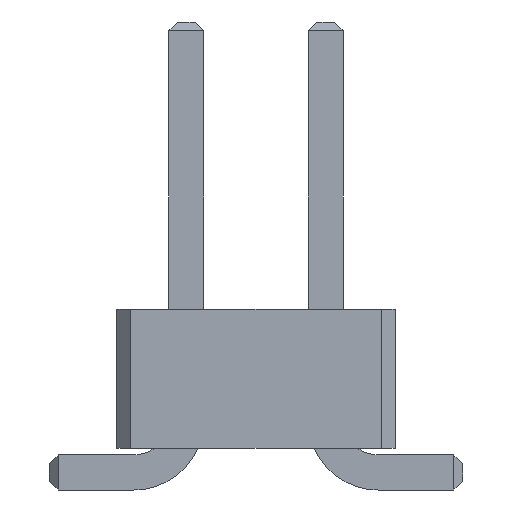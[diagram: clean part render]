
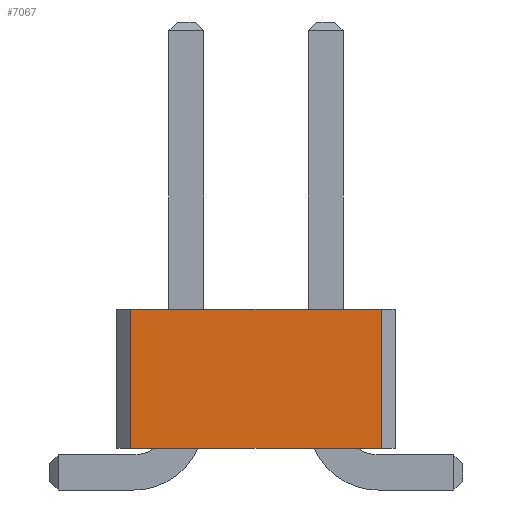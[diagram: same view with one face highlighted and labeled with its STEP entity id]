
A CAD part, front view. The second image highlights one B-rep face of the part: STEP entity #7067.
In plain terms, the highlighted planar face has unit normal (0, -1, 0).
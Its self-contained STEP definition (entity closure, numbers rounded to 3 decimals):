
#575 = VERTEX_POINT('',#576);
#576 = CARTESIAN_POINT('',(2.286,-26.67,0.76));
#582 = EDGE_CURVE('',#583,#575,#585,.T.);
#583 = VERTEX_POINT('',#584);
#584 = CARTESIAN_POINT('',(-2.286,-26.67,0.76));
#585 = LINE('',#586,#587);
#586 = CARTESIAN_POINT('',(-2.54,-26.67,0.76));
#587 = VECTOR('',#588,1.);
#588 = DIRECTION('',(1.,0.,0.));
#3051 = VERTEX_POINT('',#3052);
#3052 = CARTESIAN_POINT('',(-2.286,-26.67,3.3));
#3058 = EDGE_CURVE('',#3051,#3059,#3061,.T.);
#3059 = VERTEX_POINT('',#3060);
#3060 = CARTESIAN_POINT('',(2.286,-26.67,3.3));
#3061 = LINE('',#3062,#3063);
#3062 = CARTESIAN_POINT('',(-2.54,-26.67,3.3));
#3063 = VECTOR('',#3064,1.);
#3064 = DIRECTION('',(1.,0.,0.));
#7057 = EDGE_CURVE('',#583,#3051,#7058,.T.);
#7058 = LINE('',#7059,#7060);
#7059 = CARTESIAN_POINT('',(-2.286,-26.67,0.76));
#7060 = VECTOR('',#7061,1.);
#7061 = DIRECTION('',(0.,0.,1.));
#7067 = ADVANCED_FACE('',(#7068),#7079,.F.);
#7068 = FACE_BOUND('',#7069,.F.);
#7069 = EDGE_LOOP('',(#7070,#7071,#7072,#7073));
#7070 = ORIENTED_EDGE('',*,*,#582,.F.);
#7071 = ORIENTED_EDGE('',*,*,#7057,.T.);
#7072 = ORIENTED_EDGE('',*,*,#3058,.T.);
#7073 = ORIENTED_EDGE('',*,*,#7074,.F.);
#7074 = EDGE_CURVE('',#575,#3059,#7075,.T.);
#7075 = LINE('',#7076,#7077);
#7076 = CARTESIAN_POINT('',(2.286,-26.67,0.76));
#7077 = VECTOR('',#7078,1.);
#7078 = DIRECTION('',(0.,0.,1.));
#7079 = PLANE('',#7080);
#7080 = AXIS2_PLACEMENT_3D('',#7081,#7082,#7083);
#7081 = CARTESIAN_POINT('',(-2.54,-26.67,0.76));
#7082 = DIRECTION('',(0.,1.,0.));
#7083 = DIRECTION('',(1.,0.,0.));
